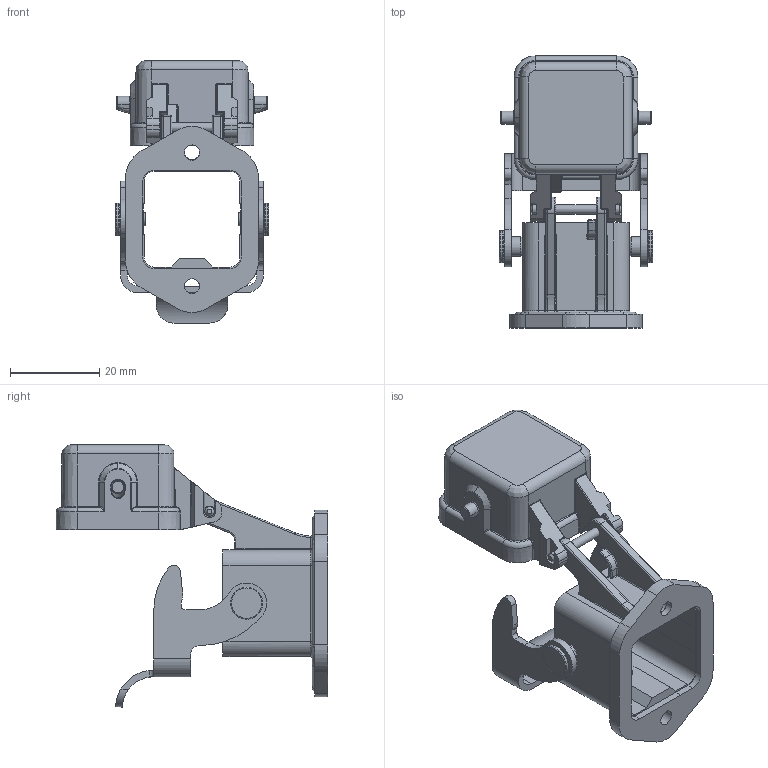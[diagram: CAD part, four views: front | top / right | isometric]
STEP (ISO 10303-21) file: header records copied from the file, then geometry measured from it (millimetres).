
FILE_DESCRIPTION(/* description */ (''),/* implementation_level */ '2;1');
FILE_NAME(/* name */ 'S3A-BM-1L.M-MC.stp',/* time_stamp */ '2024-03-28T13:40:14+08:00',/* author */ (''),/* organization */ (''),/* preprocessor_version */ 'ST-DEVELOPER v16',/* originating_system */ 'SIEMENS PLM Software NX 10.0',/* authorisation */ '');
FILE_SCHEMA (('AUTOMOTIVE_DESIGN { 1 0 10303 214 3 1 1 1 }'));
Length unit declared in the file: millimetre
Products named in the file (1): SUPU3144BDEE1cej
Bounding box: 34.3 x 60.85 x 58.66 mm (x, y, z)
Volume: 10581.8 mm3; surface area: 14195.2 mm2
Topology: 2 solids, 2 shells, 565 faces, 1376 edges, 832 vertices
Faces by surface type: cylinder 218, plane 164, bspline 78, torus 52, cone 38, sphere 15
Full cylindrical faces by diameter (mm): 2.05 x2, 2.1 x3, 2.3 x2, 3 x2, 3.1 x3, 3.4 x3, 4.4 x2, 6 x1, 7.2 x2
Entity records: 18975 total; most frequent: CARTESIAN_POINT 6420, ORIENTED_EDGE 2644, DIRECTION 2532, EDGE_CURVE 1322, AXIS2_PLACEMENT_3D 989, VERTEX_POINT 817, EDGE_LOOP 637, ADVANCED_FACE 565
